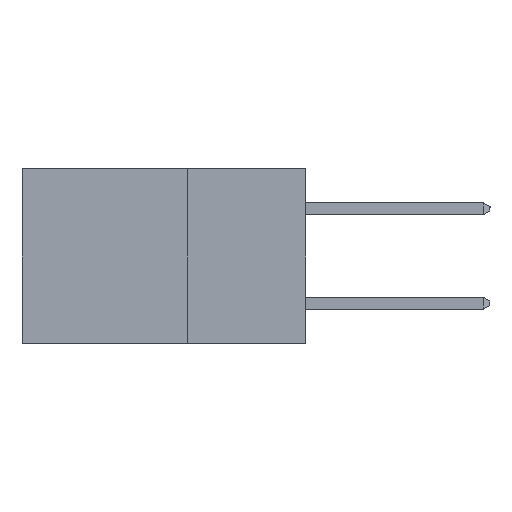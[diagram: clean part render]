
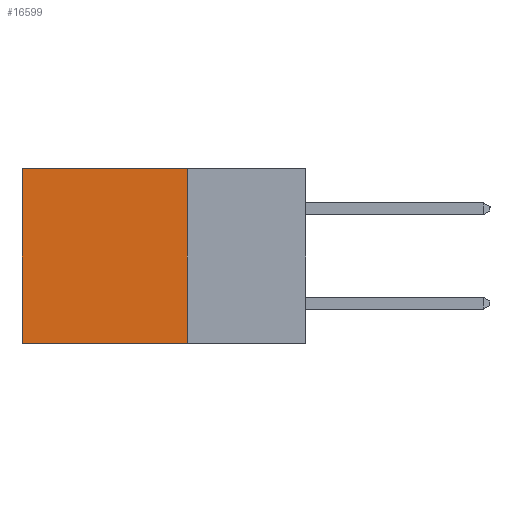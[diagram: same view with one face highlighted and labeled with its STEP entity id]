
A CAD part, left-side view. The second image highlights one B-rep face of the part: STEP entity #16599.
In plain terms, the highlighted planar face has unit normal (-1, 0, 0).
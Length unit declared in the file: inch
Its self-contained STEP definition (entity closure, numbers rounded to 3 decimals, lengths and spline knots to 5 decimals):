
#177 = EDGE_CURVE ( 'NONE', #6690, #12647, #13520, .T. ) ;
#558 = VERTEX_POINT ( 'NONE', #10700 ) ;
#1149 = VECTOR ( 'NONE', #10373, 39.37008 ) ;
#1241 = EDGE_CURVE ( 'NONE', #12647, #558, #4785, .T. ) ;
#2281 = CARTESIAN_POINT ( 'NONE',  ( 0.2615, 0.6, 0. ) ) ;
#2798 = VECTOR ( 'NONE', #10361, 39.37008 ) ;
#2818 = PLANE ( 'NONE',  #7131 ) ;
#3416 = ORIENTED_EDGE ( 'NONE', *, *, #5137, .T. ) ;
#3539 = ORIENTED_EDGE ( 'NONE', *, *, #1241, .F. ) ;
#4550 = ORIENTED_EDGE ( 'NONE', *, *, #177, .F. ) ;
#4785 = LINE ( 'NONE', #5995, #1149 ) ;
#5137 = EDGE_CURVE ( 'NONE', #6947, #558, #6352, .T. ) ;
#5636 = LINE ( 'NONE', #6867, #14800 ) ;
#5720 = DIRECTION ( 'NONE',  ( 0., 1., 0. ) ) ;
#5961 = DIRECTION ( 'NONE',  ( 1., 0., 0. ) ) ;
#5995 = CARTESIAN_POINT ( 'NONE',  ( 0.2615, 0.25, -0.37 ) ) ;
#6352 = LINE ( 'NONE', #17473, #2798 ) ;
#6690 = VERTEX_POINT ( 'NONE', #12867 ) ;
#6867 = CARTESIAN_POINT ( 'NONE',  ( 0.2615, 0.25, 0. ) ) ;
#6936 = CARTESIAN_POINT ( 'NONE',  ( 0.2615, 0.25, -0.37 ) ) ;
#6947 = VERTEX_POINT ( 'NONE', #2281 ) ;
#7131 = AXIS2_PLACEMENT_3D ( 'NONE', #7368, #5961, #8581 ) ;
#7368 = CARTESIAN_POINT ( 'NONE',  ( 0.2615, 0.25, -0.37 ) ) ;
#8581 = DIRECTION ( 'NONE',  ( 0., 0., -1. ) ) ;
#8909 = ORIENTED_EDGE ( 'NONE', *, *, #16183, .T. ) ;
#10072 = FACE_OUTER_BOUND ( 'NONE', #11356, .T. ) ;
#10361 = DIRECTION ( 'NONE',  ( 0., 0., -1. ) ) ;
#10373 = DIRECTION ( 'NONE',  ( 0., 1., 0. ) ) ;
#10700 = CARTESIAN_POINT ( 'NONE',  ( 0.2615, 0.6, -0.37 ) ) ;
#11356 = EDGE_LOOP ( 'NONE', ( #3416, #3539, #4550, #8909 ) ) ;
#11963 = DIRECTION ( 'NONE',  ( 0., 0., -1. ) ) ;
#12647 = VERTEX_POINT ( 'NONE', #6936 ) ;
#12867 = CARTESIAN_POINT ( 'NONE',  ( 0.2615, 0.25, 0. ) ) ;
#13520 = LINE ( 'NONE', #16484, #13542 ) ;
#13542 = VECTOR ( 'NONE', #11963, 39.37008 ) ;
#14800 = VECTOR ( 'NONE', #5720, 39.37008 ) ;
#16183 = EDGE_CURVE ( 'NONE', #6690, #6947, #5636, .T. ) ;
#16484 = CARTESIAN_POINT ( 'NONE',  ( 0.2615, 0.25, -0.37 ) ) ;
#16599 = ADVANCED_FACE ( 'NONE', ( #10072 ), #2818, .F. ) ;
#17473 = CARTESIAN_POINT ( 'NONE',  ( 0.2615, 0.6, -0.37 ) ) ;
